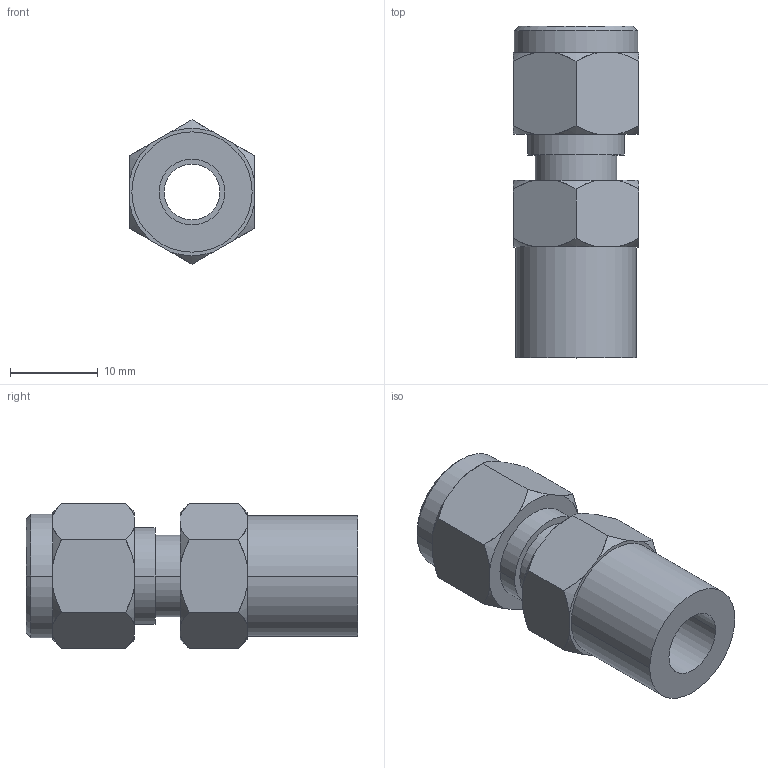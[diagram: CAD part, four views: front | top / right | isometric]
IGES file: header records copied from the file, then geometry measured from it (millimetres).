
Start section:  PTC IGES file: swagelok_400-1-4wbt.igs
Global section: file name: 48Hswagelok_400-1-4wbt.igs; native system: Pro/ENGINEER by Parametric Technology Corporation; preprocessor: 2004090; author: ghiorso; organization: Unknown; date: 060215.224016; units: inch
Bounding box: 14.29 x 37.85 x 16.5 mm (x, y, z)
Surface area: 2955.3 mm2 (no closed solid volume)
Topology: 0 solids, 0 shells, 58 faces, 296 edges, 296 vertices
Faces by surface type: revolution 38, bspline 20
